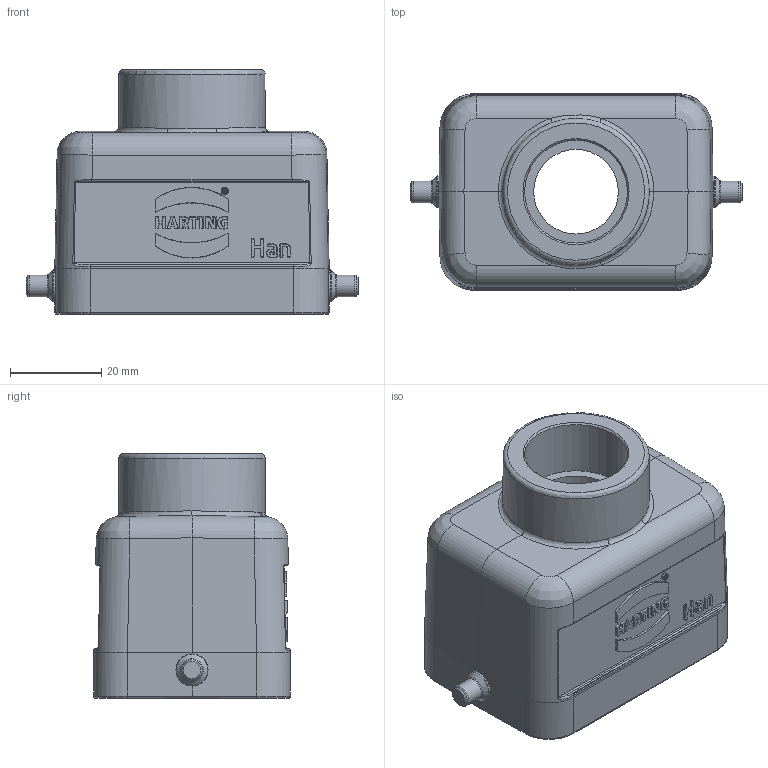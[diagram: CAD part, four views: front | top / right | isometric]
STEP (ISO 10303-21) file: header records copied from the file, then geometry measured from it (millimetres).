
FILE_DESCRIPTION(/* description */ (''),/* implementation_level */ '2;1');
FILE_NAME(/* name */ '100768535ugm000_a.stp',/* time_stamp */ '2018-08-09T17:04:42+02:00',/* author */ (''),/* organization */ (''),/* preprocessor_version */ 'ST-DEVELOPER v16.7',/* originating_system */ 'SIEMENS PLM Software NX 12.0',/* authorisation */ '');
FILE_SCHEMA (('AUTOMOTIVE_DESIGN { 1 0 10303 214 3 1 1 1 }'));
Length unit declared in the file: millimetre
Products named in the file (1): 100768535ugm000_a
Bounding box: 72.6 x 43 x 53.5 mm (x, y, z)
Volume: 35252.4 mm3; surface area: 20737.4 mm2
Topology: 1 solids, 1 shells, 337 faces, 1381 edges, 1631 vertices
Faces by surface type: plane 149, cylinder 87, bspline 82, torus 12, cone 7
Full cylindrical faces by diameter (mm): 3 x4, 4 x2, 4.8 x2, 7 x2, 18.5 x1, 22.5 x1, 32 x1
Entity records: 20535 total; most frequent: CARTESIAN_POINT 7573, DIRECTION 1556, ORIENTED_EDGE 1552, PRESENTATION_STYLE_ASSIGNMENT 899, EDGE_CURVE 776, STYLED_ITEM 566, CURVE_STYLE 559, DRAUGHTING_PRE_DEFINED_CURVE_FONT 559
